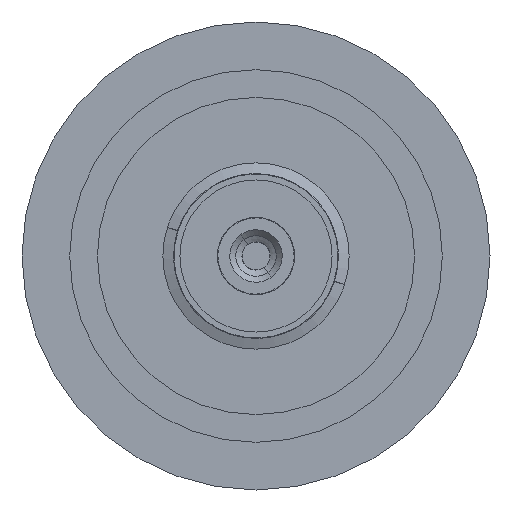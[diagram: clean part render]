
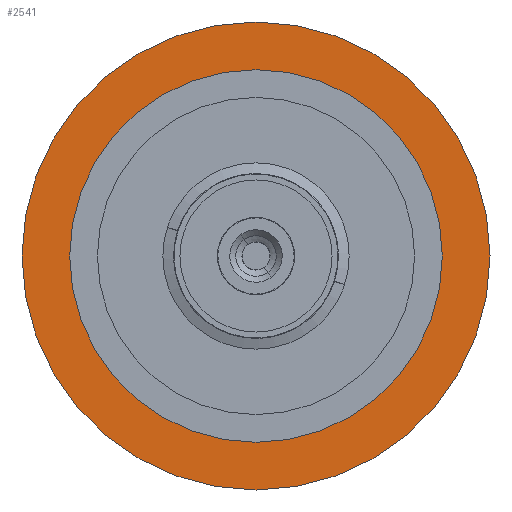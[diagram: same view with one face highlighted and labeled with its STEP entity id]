
A CAD part, front view. The second image highlights one B-rep face of the part: STEP entity #2541.
In plain terms, the highlighted planar face has unit normal (0, -1, 0).
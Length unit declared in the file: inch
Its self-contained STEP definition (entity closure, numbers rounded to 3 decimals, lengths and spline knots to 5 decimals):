
#21 = AXIS2_PLACEMENT_3D ( 'NONE', #2434, #2433, #2432 ) ;
#145 = AXIS2_PLACEMENT_3D ( 'NONE', #1277, #1278, #1279 ) ;
#153 = AXIS2_PLACEMENT_3D ( 'NONE', #1149, #1150, #1151 ) ;
#166 = AXIS2_PLACEMENT_3D ( 'NONE', #549, #550, #551 ) ;
#236 = CARTESIAN_POINT ( 'NONE',  ( 0.785, 0.52221, 0. ) ) ;
#239 = PLANE ( 'NONE',  #3182 ) ;
#241 = DIRECTION ( 'NONE',  ( 0., 1., 0. ) ) ;
#242 = DIRECTION ( 'NONE',  ( 0., 0., 1. ) ) ;
#342 = EDGE_CURVE ( 'NONE', #1496, #2198, #732, .T. ) ;
#412 = CARTESIAN_POINT ( 'NONE',  ( 0., 0.52221, 0.785 ) ) ;
#419 = CARTESIAN_POINT ( 'NONE',  ( 0., 0.52221, -0.785 ) ) ;
#430 = CARTESIAN_POINT ( 'NONE',  ( 0., 0.52221, 0.625 ) ) ;
#505 = CARTESIAN_POINT ( 'NONE',  ( 0., 0.52221, -0.625 ) ) ;
#549 = CARTESIAN_POINT ( 'NONE',  ( 0., 0.52221, 0. ) ) ;
#550 = DIRECTION ( 'NONE',  ( 0., 1., 0. ) ) ;
#551 = DIRECTION ( 'NONE',  ( 0., 0., 1. ) ) ;
#732 = CIRCLE ( 'NONE', #21, 0.625 ) ;
#946 = CIRCLE ( 'NONE', #145, 0.785 ) ;
#976 = CIRCLE ( 'NONE', #153, 0.785 ) ;
#1007 = CIRCLE ( 'NONE', #166, 0.625 ) ;
#1149 = CARTESIAN_POINT ( 'NONE',  ( 0., 0.52221, 0. ) ) ;
#1150 = DIRECTION ( 'NONE',  ( 0., 1., 0. ) ) ;
#1151 = DIRECTION ( 'NONE',  ( 0., 0., 1. ) ) ;
#1277 = CARTESIAN_POINT ( 'NONE',  ( 0., 0.52221, 0. ) ) ;
#1278 = DIRECTION ( 'NONE',  ( 0., 1., 0. ) ) ;
#1279 = DIRECTION ( 'NONE',  ( 0., 0., 1. ) ) ;
#1478 = VERTEX_POINT ( 'NONE', #412 ) ;
#1485 = VERTEX_POINT ( 'NONE', #419 ) ;
#1496 = VERTEX_POINT ( 'NONE', #430 ) ;
#1898 = EDGE_LOOP ( 'NONE', ( #2496, #2503 ) ) ;
#1917 = EDGE_CURVE ( 'NONE', #1478, #1485, #946, .T. ) ;
#1935 = EDGE_CURVE ( 'NONE', #1485, #1478, #976, .T. ) ;
#1969 = EDGE_LOOP ( 'NONE', ( #2490, #2494 ) ) ;
#2198 = VERTEX_POINT ( 'NONE', #505 ) ;
#2254 = EDGE_CURVE ( 'NONE', #2198, #1496, #1007, .T. ) ;
#2432 = DIRECTION ( 'NONE',  ( 0., 0., 1. ) ) ;
#2433 = DIRECTION ( 'NONE',  ( 0., 1., 0. ) ) ;
#2434 = CARTESIAN_POINT ( 'NONE',  ( 0., 0.52221, 0. ) ) ;
#2490 = ORIENTED_EDGE ( 'NONE', *, *, #1917, .F. ) ;
#2494 = ORIENTED_EDGE ( 'NONE', *, *, #1935, .F. ) ;
#2496 = ORIENTED_EDGE ( 'NONE', *, *, #342, .T. ) ;
#2503 = ORIENTED_EDGE ( 'NONE', *, *, #2254, .T. ) ;
#2541 = ADVANCED_FACE ( 'NONE', ( #2970, #2975 ), #239, .F. ) ;
#2970 = FACE_OUTER_BOUND ( 'NONE', #1969, .T. ) ;
#2975 = FACE_BOUND ( 'NONE', #1898, .T. ) ;
#3182 = AXIS2_PLACEMENT_3D ( 'NONE', #236, #241, #242 ) ;
